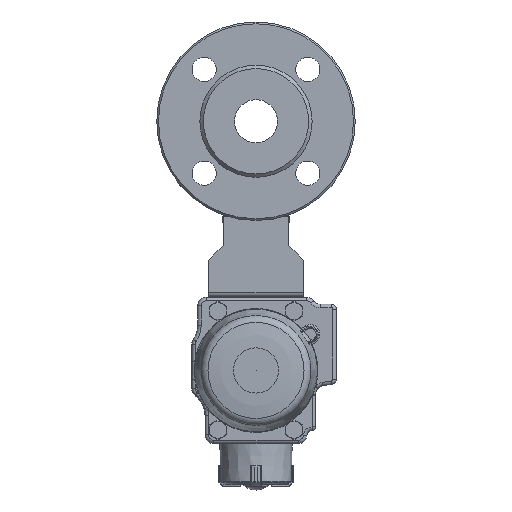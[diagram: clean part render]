
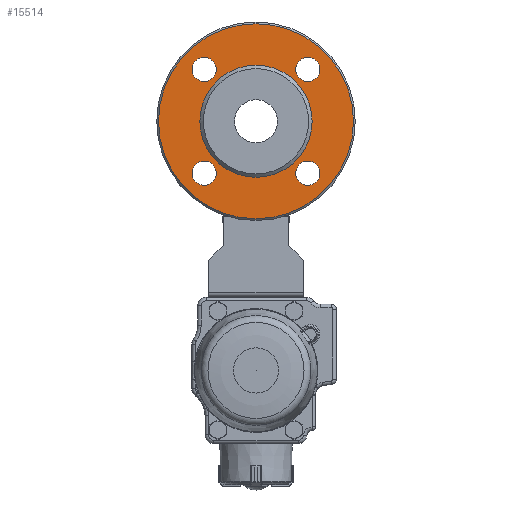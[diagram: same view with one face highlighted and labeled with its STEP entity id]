
A CAD part, front view. The second image highlights one B-rep face of the part: STEP entity #15514.
In plain terms, the highlighted planar face has unit normal (0, -1, 0).
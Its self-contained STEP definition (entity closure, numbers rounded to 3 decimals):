
#1374=CIRCLE('',#19109,56.5);
#1375=CIRCLE('',#19110,7.);
#1376=CIRCLE('',#19111,7.);
#1377=CIRCLE('',#19112,7.);
#1378=CIRCLE('',#19113,7.);
#1379=CIRCLE('',#19114,32.5);
#2652=ORIENTED_EDGE('',*,*,#7132,.T.);
#2653=ORIENTED_EDGE('',*,*,#7133,.F.);
#2654=ORIENTED_EDGE('',*,*,#7134,.F.);
#2655=ORIENTED_EDGE('',*,*,#7135,.F.);
#2656=ORIENTED_EDGE('',*,*,#7136,.F.);
#2657=ORIENTED_EDGE('',*,*,#7137,.T.);
#7132=EDGE_CURVE('',#9387,#9387,#1374,.T.);
#7133=EDGE_CURVE('',#9388,#9388,#1375,.T.);
#7134=EDGE_CURVE('',#9389,#9389,#1376,.T.);
#7135=EDGE_CURVE('',#9390,#9390,#1377,.T.);
#7136=EDGE_CURVE('',#9391,#9391,#1378,.T.);
#7137=EDGE_CURVE('',#9392,#9392,#1379,.T.);
#9387=VERTEX_POINT('',#26493);
#9388=VERTEX_POINT('',#26495);
#9389=VERTEX_POINT('',#26497);
#9390=VERTEX_POINT('',#26499);
#9391=VERTEX_POINT('',#26501);
#9392=VERTEX_POINT('',#26503);
#12671=EDGE_LOOP('',(#2652));
#12672=EDGE_LOOP('',(#2653));
#12673=EDGE_LOOP('',(#2654));
#12674=EDGE_LOOP('',(#2655));
#12675=EDGE_LOOP('',(#2656));
#12676=EDGE_LOOP('',(#2657));
#13944=FACE_BOUND('',#12671,.T.);
#13945=FACE_BOUND('',#12672,.T.);
#13946=FACE_BOUND('',#12673,.T.);
#13947=FACE_BOUND('',#12674,.T.);
#13948=FACE_BOUND('',#12675,.T.);
#13949=FACE_BOUND('',#12676,.T.);
#15162=PLANE('',#19108);
#15514=ADVANCED_FACE('',(#13944,#13945,#13946,#13947,#13948,#13949),#15162,
 .T.);
#19108=AXIS2_PLACEMENT_3D('',#26491,#21377,#21378);
#19109=AXIS2_PLACEMENT_3D('',#26492,#21379,#21380);
#19110=AXIS2_PLACEMENT_3D('',#26494,#21381,#21382);
#19111=AXIS2_PLACEMENT_3D('',#26496,#21383,#21384);
#19112=AXIS2_PLACEMENT_3D('',#26498,#21385,#21386);
#19113=AXIS2_PLACEMENT_3D('',#26500,#21387,#21388);
#19114=AXIS2_PLACEMENT_3D('',#26502,#21389,#21390);
#21377=DIRECTION('',(0.,-1.,0.));
#21378=DIRECTION('',(0.,0.,-1.));
#21379=DIRECTION('',(0.,-1.,0.));
#21380=DIRECTION('',(0.,0.,-1.));
#21381=DIRECTION('',(0.,-1.,0.));
#21382=DIRECTION('',(-1.,0.,0.));
#21383=DIRECTION('',(0.,-1.,0.));
#21384=DIRECTION('',(-1.,0.,0.));
#21385=DIRECTION('',(0.,-1.,0.));
#21386=DIRECTION('',(-1.,0.,0.));
#21387=DIRECTION('',(0.,-1.,0.));
#21388=DIRECTION('',(-1.,0.,0.));
#21389=DIRECTION('',(0.,1.,0.));
#21390=DIRECTION('',(1.,0.,0.));
#26491=CARTESIAN_POINT('',(0.,-60.5,0.));
#26492=CARTESIAN_POINT('',(0.,-60.5,0.));
#26493=CARTESIAN_POINT('',(0.,-60.5,-56.5));
#26494=CARTESIAN_POINT('',(30.052,-60.5,30.052));
#26495=CARTESIAN_POINT('',(23.052,-60.5,30.052));
#26496=CARTESIAN_POINT('',(-30.052,-60.5,30.052));
#26497=CARTESIAN_POINT('',(-37.052,-60.5,30.052));
#26498=CARTESIAN_POINT('',(-30.052,-60.5,-30.052));
#26499=CARTESIAN_POINT('',(-37.052,-60.5,-30.052));
#26500=CARTESIAN_POINT('',(30.052,-60.5,-30.052));
#26501=CARTESIAN_POINT('',(23.052,-60.5,-30.052));
#26502=CARTESIAN_POINT('',(0.,-60.5,0.));
#26503=CARTESIAN_POINT('',(32.5,-60.5,0.));
